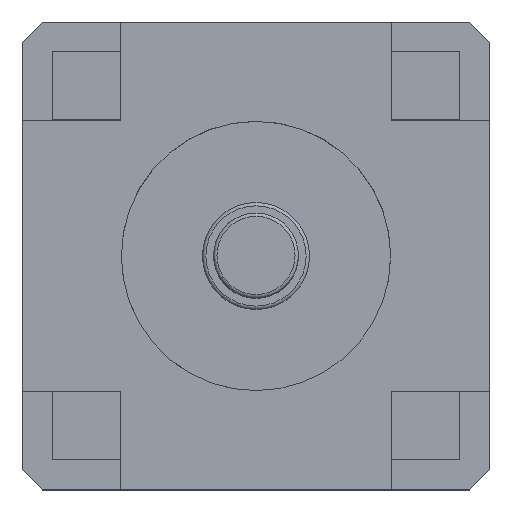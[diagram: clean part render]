
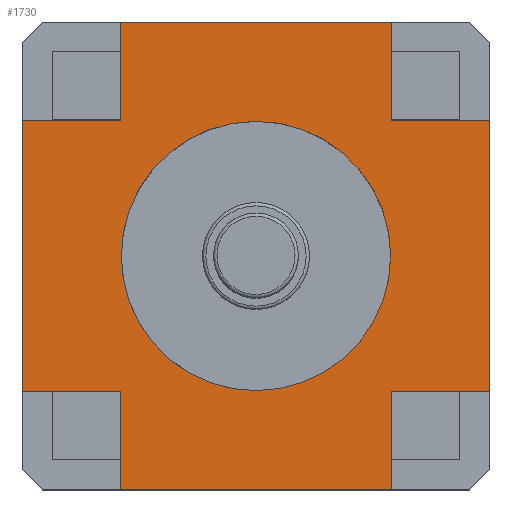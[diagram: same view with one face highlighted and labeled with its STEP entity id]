
A CAD part, top view. The second image highlights one B-rep face of the part: STEP entity #1730.
In plain terms, the highlighted planar face has unit normal (0, 0, 1).
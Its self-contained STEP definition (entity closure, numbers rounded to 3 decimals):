
#56=LINE('',#2540,#156);
#57=LINE('',#2543,#157);
#58=LINE('',#2545,#158);
#59=LINE('',#2547,#159);
#60=LINE('',#2549,#160);
#61=LINE('',#2551,#161);
#62=LINE('',#2553,#162);
#63=LINE('',#2555,#163);
#64=LINE('',#2557,#164);
#65=LINE('',#2559,#165);
#66=LINE('',#2561,#166);
#67=LINE('',#2563,#167);
#156=VECTOR('',#1994,1000.);
#157=VECTOR('',#1995,1000.);
#158=VECTOR('',#1996,1000.);
#159=VECTOR('',#1997,1000.);
#160=VECTOR('',#1998,1000.);
#161=VECTOR('',#1999,1000.);
#162=VECTOR('',#2000,1000.);
#163=VECTOR('',#2001,1000.);
#164=VECTOR('',#2002,1000.);
#165=VECTOR('',#2003,1000.);
#166=VECTOR('',#2004,1000.);
#167=VECTOR('',#2005,1000.);
#307=ORIENTED_EDGE('',*,*,#622,.F.);
#308=ORIENTED_EDGE('',*,*,#623,.T.);
#309=ORIENTED_EDGE('',*,*,#624,.F.);
#310=ORIENTED_EDGE('',*,*,#625,.F.);
#311=ORIENTED_EDGE('',*,*,#626,.T.);
#312=ORIENTED_EDGE('',*,*,#627,.T.);
#313=ORIENTED_EDGE('',*,*,#628,.T.);
#314=ORIENTED_EDGE('',*,*,#629,.T.);
#315=ORIENTED_EDGE('',*,*,#630,.F.);
#316=ORIENTED_EDGE('',*,*,#631,.F.);
#317=ORIENTED_EDGE('',*,*,#632,.T.);
#318=ORIENTED_EDGE('',*,*,#633,.T.);
#319=ORIENTED_EDGE('',*,*,#634,.T.);
#622=EDGE_CURVE('',#783,#783,#884,.T.);
#623=EDGE_CURVE('',#784,#785,#56,.T.);
#624=EDGE_CURVE('',#786,#785,#57,.T.);
#625=EDGE_CURVE('',#787,#786,#58,.T.);
#626=EDGE_CURVE('',#787,#788,#59,.T.);
#627=EDGE_CURVE('',#788,#789,#60,.T.);
#628=EDGE_CURVE('',#789,#790,#61,.T.);
#629=EDGE_CURVE('',#790,#791,#62,.T.);
#630=EDGE_CURVE('',#792,#791,#63,.T.);
#631=EDGE_CURVE('',#793,#792,#64,.T.);
#632=EDGE_CURVE('',#793,#794,#65,.T.);
#633=EDGE_CURVE('',#794,#795,#66,.T.);
#634=EDGE_CURVE('',#795,#784,#67,.T.);
#783=VERTEX_POINT('',#2539);
#784=VERTEX_POINT('',#2541);
#785=VERTEX_POINT('',#2542);
#786=VERTEX_POINT('',#2544);
#787=VERTEX_POINT('',#2546);
#788=VERTEX_POINT('',#2548);
#789=VERTEX_POINT('',#2550);
#790=VERTEX_POINT('',#2552);
#791=VERTEX_POINT('',#2554);
#792=VERTEX_POINT('',#2556);
#793=VERTEX_POINT('',#2558);
#794=VERTEX_POINT('',#2560);
#795=VERTEX_POINT('',#2562);
#884=CIRCLE('',#1827,2.015);
#933=EDGE_LOOP('',(#307));
#934=EDGE_LOOP('',(#308,#309,#310,#311,#312,#313,#314,#315,#316,#317,#318,
#319));
#1041=FACE_BOUND('',#933,.T.);
#1042=FACE_BOUND('',#934,.T.);
#1134=PLANE('',#1826);
#1730=ADVANCED_FACE('',(#1041,#1042),#1134,.T.);
#1826=AXIS2_PLACEMENT_3D('',#2537,#1990,#1991);
#1827=AXIS2_PLACEMENT_3D('',#2538,#1992,#1993);
#1990=DIRECTION('',(0.,0.,1.));
#1991=DIRECTION('',(1.,0.,0.));
#1992=DIRECTION('',(0.,0.,1.));
#1993=DIRECTION('',(1.,0.,0.));
#1994=DIRECTION('',(-1.,0.,0.));
#1995=DIRECTION('',(0.,1.,0.));
#1996=DIRECTION('',(1.,0.,0.));
#1997=DIRECTION('',(0.,-1.,0.));
#1998=DIRECTION('',(1.,0.,0.));
#1999=DIRECTION('',(0.,-1.,0.));
#2000=DIRECTION('',(1.,0.,0.));
#2001=DIRECTION('',(0.,-1.,0.));
#2002=DIRECTION('',(-1.,0.,0.));
#2003=DIRECTION('',(0.,1.,0.));
#2004=DIRECTION('',(-1.,0.,0.));
#2005=DIRECTION('',(0.,1.,0.));
#2537=CARTESIAN_POINT('',(0.,0.,1.1));
#2538=CARTESIAN_POINT('',(0.,0.,1.1));
#2539=CARTESIAN_POINT('',(2.015,0.,1.1));
#2540=CARTESIAN_POINT('',(3.5,3.5,1.1));
#2541=CARTESIAN_POINT('',(2.03,3.5,1.1));
#2542=CARTESIAN_POINT('',(-2.03,3.5,1.1));
#2543=CARTESIAN_POINT('',(-2.03,3.5,1.1));
#2544=CARTESIAN_POINT('',(-2.03,2.03,1.1));
#2545=CARTESIAN_POINT('',(-2.03,2.03,1.1));
#2546=CARTESIAN_POINT('',(-3.5,2.03,1.1));
#2547=CARTESIAN_POINT('',(-3.5,3.5,1.1));
#2548=CARTESIAN_POINT('',(-3.5,-2.03,1.1));
#2549=CARTESIAN_POINT('',(-2.03,-2.03,1.1));
#2550=CARTESIAN_POINT('',(-2.03,-2.03,1.1));
#2551=CARTESIAN_POINT('',(-2.03,-3.5,1.1));
#2552=CARTESIAN_POINT('',(-2.03,-3.5,1.1));
#2553=CARTESIAN_POINT('',(-3.5,-3.5,1.1));
#2554=CARTESIAN_POINT('',(2.03,-3.5,1.1));
#2555=CARTESIAN_POINT('',(2.03,-3.5,1.1));
#2556=CARTESIAN_POINT('',(2.03,-2.03,1.1));
#2557=CARTESIAN_POINT('',(2.03,-2.03,1.1));
#2558=CARTESIAN_POINT('',(3.5,-2.03,1.1));
#2559=CARTESIAN_POINT('',(3.5,-3.5,1.1));
#2560=CARTESIAN_POINT('',(3.5,2.03,1.1));
#2561=CARTESIAN_POINT('',(2.03,2.03,1.1));
#2562=CARTESIAN_POINT('',(2.03,2.03,1.1));
#2563=CARTESIAN_POINT('',(2.03,3.5,1.1));
